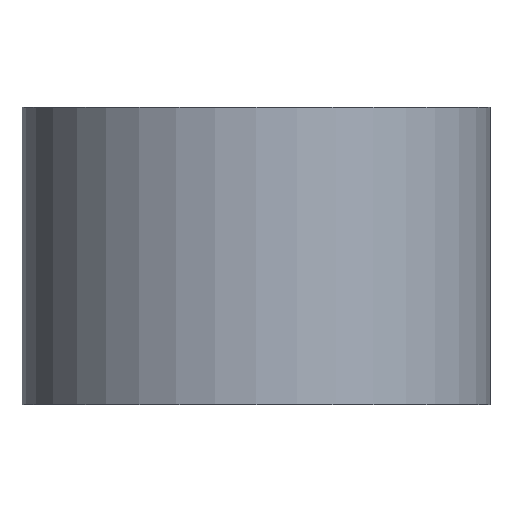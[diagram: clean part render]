
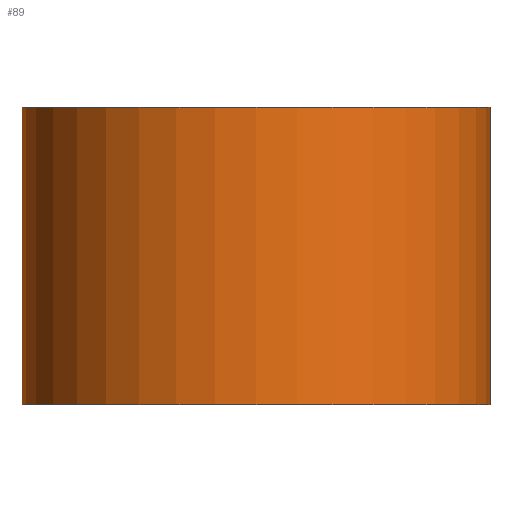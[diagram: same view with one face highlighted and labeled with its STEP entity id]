
A CAD part, front view. The second image highlights one B-rep face of the part: STEP entity #89.
In plain terms, the highlighted cylindrical face has radius 5 mm (diameter 10 mm), a partial arc.
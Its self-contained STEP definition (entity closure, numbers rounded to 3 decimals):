
#3 = ORIENTED_EDGE ( 'NONE', *, *, #144, .F. ) ;
#10 = ORIENTED_EDGE ( 'NONE', *, *, #42, .T. ) ;
#18 = VECTOR ( 'NONE', #228, 1000. ) ;
#20 = ORIENTED_EDGE ( 'NONE', *, *, #149, .F. ) ;
#32 = DIRECTION ( 'NONE',  ( 0., 0., 1. ) ) ;
#42 = EDGE_CURVE ( 'NONE', #57, #46, #192, .T. ) ;
#43 = AXIS2_PLACEMENT_3D ( 'NONE', #223, #249, #112 ) ;
#46 = VERTEX_POINT ( 'NONE', #145 ) ;
#51 = LINE ( 'NONE', #241, #18 ) ;
#57 = VERTEX_POINT ( 'NONE', #211 ) ;
#60 = CARTESIAN_POINT ( 'NONE',  ( -5., 0., 6.35 ) ) ;
#89 = ADVANCED_FACE ( 'NONE', ( #186 ), #225, .T. ) ;
#93 = DIRECTION ( 'NONE',  ( 1., 0., 0. ) ) ;
#97 = VERTEX_POINT ( 'NONE', #164 ) ;
#100 = AXIS2_PLACEMENT_3D ( 'NONE', #106, #129, #93 ) ;
#106 = CARTESIAN_POINT ( 'NONE',  ( 0., 0., 0. ) ) ;
#108 = VECTOR ( 'NONE', #177, 1000. ) ;
#112 = DIRECTION ( 'NONE',  ( -1., 0., 0. ) ) ;
#129 = DIRECTION ( 'NONE',  ( 0., 0., 1. ) ) ;
#132 = VERTEX_POINT ( 'NONE', #165 ) ;
#140 = DIRECTION ( 'NONE',  ( 1., 0., 0. ) ) ;
#144 = EDGE_CURVE ( 'NONE', #97, #46, #51, .T. ) ;
#145 = CARTESIAN_POINT ( 'NONE',  ( 5., 0., 0. ) ) ;
#149 = EDGE_CURVE ( 'NONE', #132, #97, #167, .T. ) ;
#160 = EDGE_LOOP ( 'NONE', ( #3, #20, #230, #10 ) ) ;
#164 = CARTESIAN_POINT ( 'NONE',  ( 5., 0., 6.35 ) ) ;
#165 = CARTESIAN_POINT ( 'NONE',  ( -5., 0., 6.35 ) ) ;
#167 = CIRCLE ( 'NONE', #178, 5. ) ;
#177 = DIRECTION ( 'NONE',  ( 0., 0., -1. ) ) ;
#178 = AXIS2_PLACEMENT_3D ( 'NONE', #210, #32, #140 ) ;
#186 = FACE_OUTER_BOUND ( 'NONE', #160, .T. ) ;
#192 = CIRCLE ( 'NONE', #100, 5. ) ;
#196 = LINE ( 'NONE', #60, #108 ) ;
#210 = CARTESIAN_POINT ( 'NONE',  ( 0., 0., 6.35 ) ) ;
#211 = CARTESIAN_POINT ( 'NONE',  ( -5., 0., 0. ) ) ;
#223 = CARTESIAN_POINT ( 'NONE',  ( 0., 0., 6.35 ) ) ;
#225 = CYLINDRICAL_SURFACE ( 'NONE', #43, 5. ) ;
#227 = EDGE_CURVE ( 'NONE', #132, #57, #196, .T. ) ;
#228 = DIRECTION ( 'NONE',  ( 0., 0., -1. ) ) ;
#230 = ORIENTED_EDGE ( 'NONE', *, *, #227, .T. ) ;
#241 = CARTESIAN_POINT ( 'NONE',  ( 5., 0., 6.35 ) ) ;
#249 = DIRECTION ( 'NONE',  ( 0., 0., -1. ) ) ;
